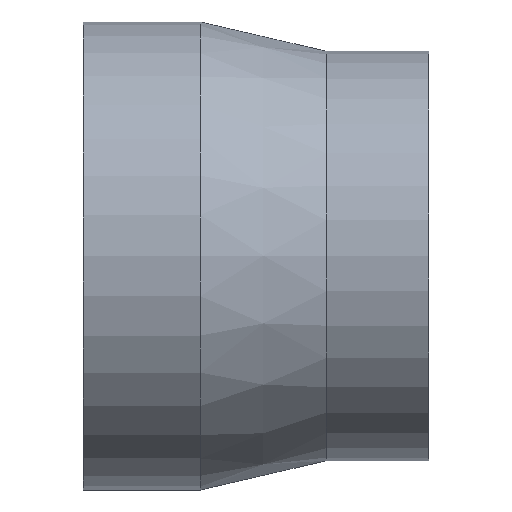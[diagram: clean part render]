
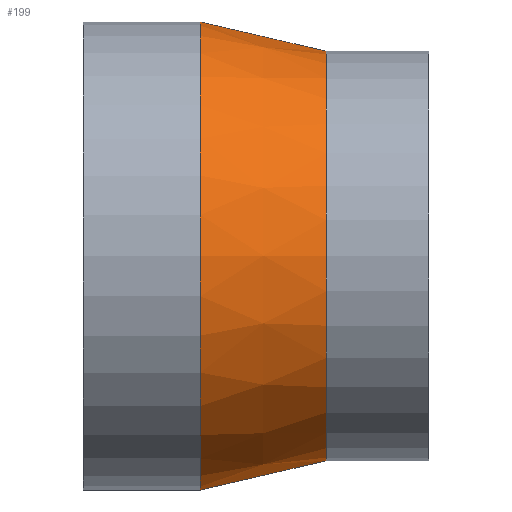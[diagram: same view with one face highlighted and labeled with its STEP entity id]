
A CAD part, top view. The second image highlights one B-rep face of the part: STEP entity #199.
In plain terms, the highlighted conical face has half-angle 13.092 degrees and reference radius 75 mm.
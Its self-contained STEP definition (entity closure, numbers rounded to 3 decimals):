
#89 = EDGE_CURVE( '', #125, #155, #224, .T. );
#93 = EDGE_CURVE( '', #181, #107, #230, .T. );
#107 = VERTEX_POINT( '', #246 );
#117 = EDGE_CURVE( '', #107, #155, #256, .T. );
#125 = VERTEX_POINT( '', #264 );
#129 = EDGE_CURVE( '', #125, #181, #268, .T. );
#155 = VERTEX_POINT( '', #300 );
#181 = VERTEX_POINT( '', #330 );
#199 = ADVANCED_FACE( '', ( #348 ), #349, .T. );
#224 = CIRCLE( '', #367, 80. );
#230 = CIRCLE( '', #374, 70. );
#246 = CARTESIAN_POINT( '', ( 83., 70., 0. ) );
#256 = LINE( '', #406, #407 );
#264 = CARTESIAN_POINT( '', ( 40., -80., 0. ) );
#268 = LINE( '', #425, #426 );
#300 = CARTESIAN_POINT( '', ( 40., 80., 0. ) );
#330 = CARTESIAN_POINT( '', ( 83., -70., 0. ) );
#348 = FACE_OUTER_BOUND( '', #527, .T. );
#349 = CONICAL_SURFACE( '', #528, 75., 0.228 );
#367 = AXIS2_PLACEMENT_3D( '', #544, #545, #546 );
#374 = AXIS2_PLACEMENT_3D( '', #555, #556, #557 );
#406 = CARTESIAN_POINT( '', ( 61.5, 75., 0. ) );
#407 = VECTOR( '', #579, 1. );
#425 = CARTESIAN_POINT( '', ( 61.5, -75., 0. ) );
#426 = VECTOR( '', #585, 1. );
#527 = EDGE_LOOP( '', ( #696, #697, #698, #699 ) );
#528 = AXIS2_PLACEMENT_3D( '', #700, #701, #702 );
#544 = CARTESIAN_POINT( '', ( 40., 0., 0. ) );
#545 = DIRECTION( '', ( -1., 0., 0. ) );
#546 = DIRECTION( '', ( 0., 1., 0. ) );
#555 = CARTESIAN_POINT( '', ( 83., 0., 0. ) );
#556 = DIRECTION( '', ( -1., 0., 0. ) );
#557 = DIRECTION( '', ( 0., 1., 0. ) );
#579 = DIRECTION( '', ( -0.974, 0.227, 0. ) );
#585 = DIRECTION( '', ( 0.974, 0.227, 0. ) );
#696 = ORIENTED_EDGE( '', *, *, #117, .T. );
#697 = ORIENTED_EDGE( '', *, *, #89, .F. );
#698 = ORIENTED_EDGE( '', *, *, #129, .T. );
#699 = ORIENTED_EDGE( '', *, *, #93, .T. );
#700 = CARTESIAN_POINT( '', ( 61.5, 0., 0. ) );
#701 = DIRECTION( '', ( -1., 0., 0. ) );
#702 = DIRECTION( '', ( 0., 1., 0. ) );
